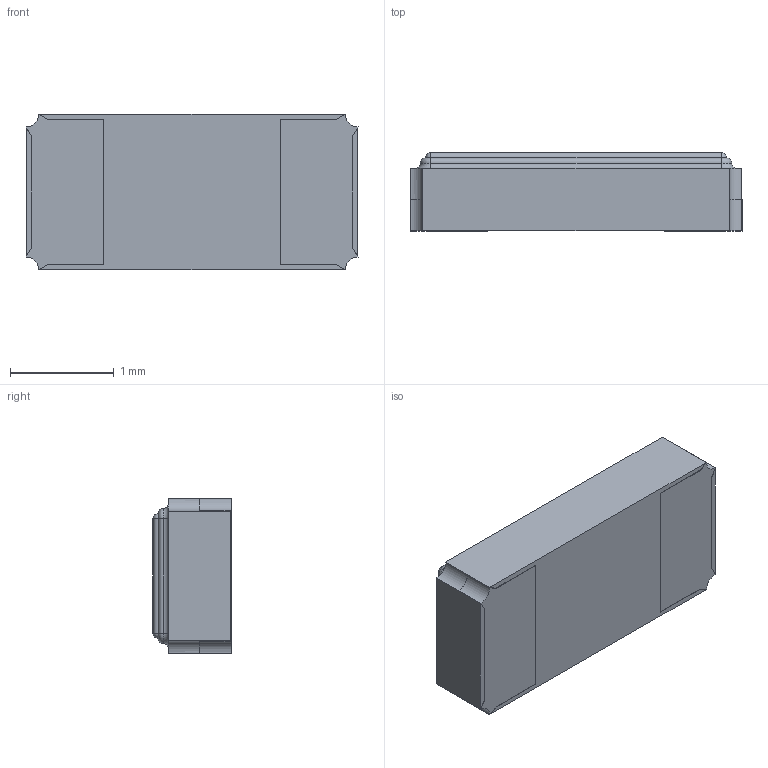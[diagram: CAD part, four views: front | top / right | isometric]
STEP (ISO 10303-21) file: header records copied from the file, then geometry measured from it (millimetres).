
FILE_DESCRIPTION (( 'STEP AP214' ), '1' );
FILE_NAME ('SC32S-12.5PF20PPM.STEP', '2025-02-20T08:10:35', ( '' ), ( '' ), 'SwSTEP 2.0', 'SolidWorks 2024', '' );
FILE_SCHEMA (( 'AUTOMOTIVE_DESIGN' ));
Length unit declared in the file: millimetre
Products named in the file (1): SC32S-12.5PF20PPM
Bounding box: 3.2 x 0.75 x 1.5 mm (x, y, z)
Volume: 3.4 mm3; surface area: 15.8 mm2
Topology: 1 solids, 1 shells, 63 faces, 164 edges, 100 vertices
Faces by surface type: plane 31, cylinder 20, torus 8, sphere 4
Entity records: 2511 total; most frequent: DIRECTION 348, CARTESIAN_POINT 324, ORIENTED_EDGE 320, EDGE_CURVE 160, AXIS2_PLACEMENT_3D 124, LINE 100, VECTOR 100, VERTEX_POINT 100
